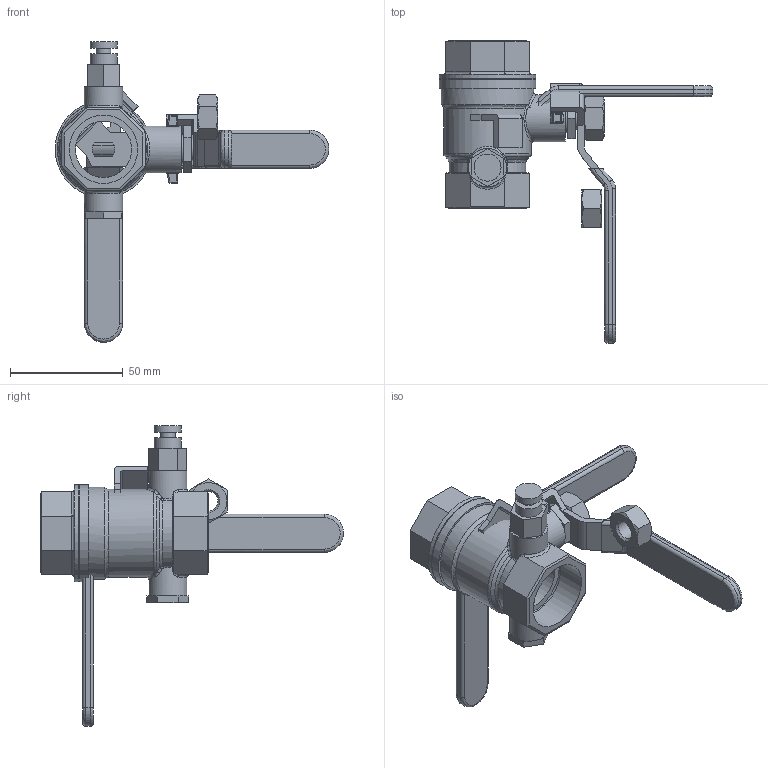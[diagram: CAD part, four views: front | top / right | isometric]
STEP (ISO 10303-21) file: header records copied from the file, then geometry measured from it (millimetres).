
FILE_DESCRIPTION( ( 'Unknown' ), '1' );
FILE_NAME( '704-06.stp', 'Unknown', ( 'Unknown' ), ( 'Unknown' ), 'PSStep 13.0', 'Unknown', ' ' );
FILE_SCHEMA( ( 'AUTOMOTIVE_DESIGN { 1 0 10303 214 1 1 1 1 }' ) );
Length unit declared in the file: millimetre
Products named in the file (6): Stahlgriff 1; Assem1; 620-1-St-Griff-u; 620-1-St-Griff; 600-1-Mutter-st.g.; 704-06_Körper zus.
Bounding box: 121.5 x 134.5 x 133.5 mm (x, y, z)
Volume: 146634 mm3; surface area: 78617 mm2
Topology: 10 solids, 10 shells, 776 faces, 1905 edges, 1180 vertices
Faces by surface type: plane 440, cylinder 196, bspline 81, torus 27, cone 16, sphere 16
Full cylindrical faces by diameter (mm): 5 x4, 6.5 x2, 8.5 x2, 10 x2, 12 x4, 13 x2, 17 x4, 21 x2, 25 x2, 30.291 x8, 39 x2, 41 x2, 42.5 x2, 43 x4
Entity records: 16252 total; most frequent: CARTESIAN_POINT 6134, ORIENTED_EDGE 1526, DIRECTION 1477, EDGE_CURVE 763, AXIS2_PLACEMENT_3D 519, VERTEX_POINT 484, LINE 439, VECTOR 439
